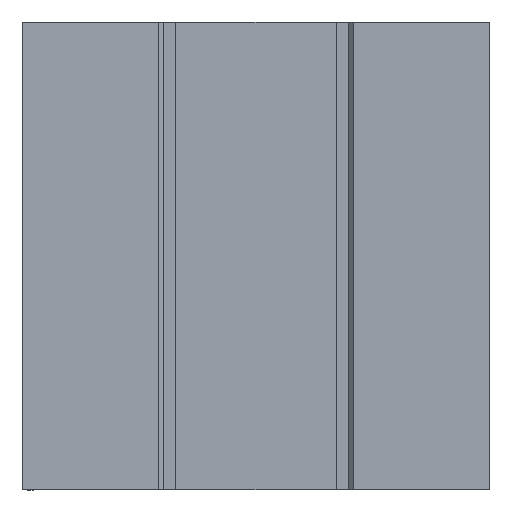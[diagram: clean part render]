
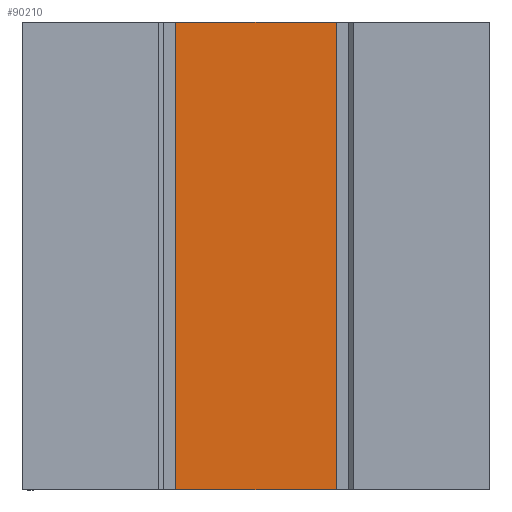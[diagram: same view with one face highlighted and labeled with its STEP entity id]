
A CAD part, front view. The second image highlights one B-rep face of the part: STEP entity #90210.
In plain terms, the highlighted planar face has unit normal (0, -1, 0).
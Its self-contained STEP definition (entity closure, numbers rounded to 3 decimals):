
#88800=CARTESIAN_POINT('',(-110.6,7.6,-45.));
#88810=VERTEX_POINT('',#88800);
#89710=CARTESIAN_POINT('',(-141.4,7.6,-45.));
#89720=VERTEX_POINT('',#89710);
#89750=CARTESIAN_POINT('',(-141.4,7.6,-45.));
#89760=DIRECTION('',(1.,0.,0.));
#89770=VECTOR('',#89760,1.);
#89780=LINE('',#89750,#89770);
#89790=EDGE_CURVE('',#89720,#88810,#89780,.T.);
#89910=CARTESIAN_POINT('',(-110.6,7.6,-45.));
#89920=DIRECTION('',(-0.,-1.,-0.));
#89930=DIRECTION('',(-1.,0.,0.));
#89940=AXIS2_PLACEMENT_3D('',#89910,#89920,#89930);
#89950=PLANE('',#89940);
#89960=CARTESIAN_POINT('',(-141.4,7.6,45.));
#89970=DIRECTION('',(0.,0.,-1.));
#89980=VECTOR('',#89970,1.);
#89990=LINE('',#89960,#89980);
#90000=CARTESIAN_POINT('',(-141.4,7.6,45.));
#90010=VERTEX_POINT('',#90000);
#90020=EDGE_CURVE('',#90010,#89720,#89990,.T.);
#90030=ORIENTED_EDGE('',*,*,#90020,.T.);
#90040=CARTESIAN_POINT('',(-141.4,7.6,45.));
#90050=DIRECTION('',(1.,0.,0.));
#90060=VECTOR('',#90050,1.);
#90070=LINE('',#90040,#90060);
#90080=CARTESIAN_POINT('',(-110.6,7.6,45.));
#90090=VERTEX_POINT('',#90080);
#90100=EDGE_CURVE('',#90010,#90090,#90070,.T.);
#90110=ORIENTED_EDGE('',*,*,#90100,.F.);
#90120=CARTESIAN_POINT('',(-110.6,7.6,45.));
#90130=DIRECTION('',(0.,0.,-1.));
#90140=VECTOR('',#90130,1.);
#90150=LINE('',#90120,#90140);
#90160=EDGE_CURVE('',#90090,#88810,#90150,.T.);
#90170=ORIENTED_EDGE('',*,*,#90160,.F.);
#90180=ORIENTED_EDGE('',*,*,#89790,.T.);
#90190=EDGE_LOOP('',(#90180,#90170,#90110,#90030));
#90200=FACE_OUTER_BOUND('',#90190,.T.);
#90210=ADVANCED_FACE('',(#90200),#89950,.T.);
